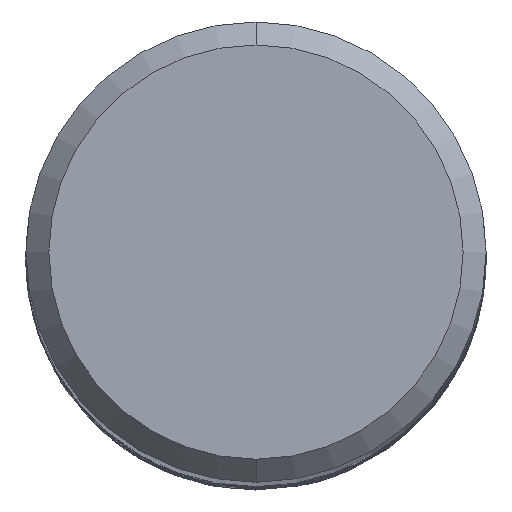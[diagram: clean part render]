
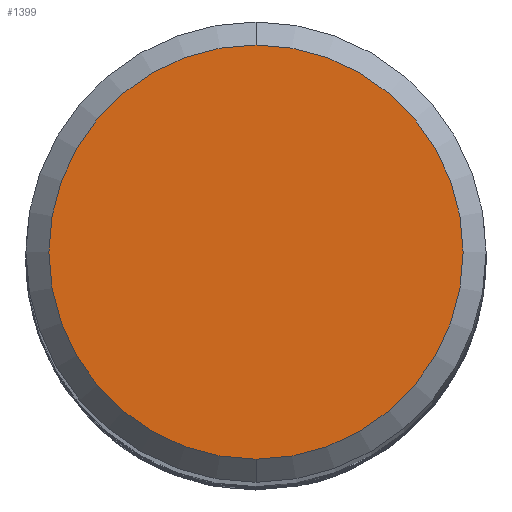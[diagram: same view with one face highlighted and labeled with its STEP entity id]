
A CAD part, top view. The second image highlights one B-rep face of the part: STEP entity #1399.
In plain terms, the highlighted planar face has unit normal (0, 0, 1).
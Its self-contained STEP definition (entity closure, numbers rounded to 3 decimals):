
#1399=ADVANCED_FACE('',(#3872),#3873,.T.);
#1785=EDGE_CURVE('',#1927,#3591,#4299,.T.);
#1927=VERTEX_POINT('',#4456);
#2327=EDGE_CURVE('',#3591,#1927,#4883,.T.);
#3591=VERTEX_POINT('',#6256);
#3872=FACE_OUTER_BOUND('',#8503,.T.);
#3873=PLANE('',#8504);
#4299=CIRCLE('',#12940,3.6);
#4456=CARTESIAN_POINT('',(0.,-3.6,0.0));
#4883=CIRCLE('',#18084,3.6);
#6256=CARTESIAN_POINT('',(0.0,3.6,0.0));
#8503=EDGE_LOOP('',(#33886,#33887));
#8504=AXIS2_PLACEMENT_3D('',#33888,#33889,#33890);
#12940=AXIS2_PLACEMENT_3D('',#34406,#34407,#34408);
#18084=AXIS2_PLACEMENT_3D('',#34960,#34961,#34962);
#33886=ORIENTED_EDGE('',*,*,#2327,.F.);
#33887=ORIENTED_EDGE('',*,*,#1785,.F.);
#33888=CARTESIAN_POINT('',(0.0,1.8,0.0));
#33889=DIRECTION('',(-0.0,0.0,1.0));
#33890=DIRECTION('',(0.0,-1.0,0.0));
#34406=CARTESIAN_POINT('',(0.0,0.0,0.0));
#34407=DIRECTION('',(0.0,0.0,-1.0));
#34408=DIRECTION('',(0.0,1.0,0.0));
#34960=CARTESIAN_POINT('',(0.0,0.0,0.0));
#34961=DIRECTION('',(0.0,0.0,-1.0));
#34962=DIRECTION('',(0.0,1.0,0.0));
